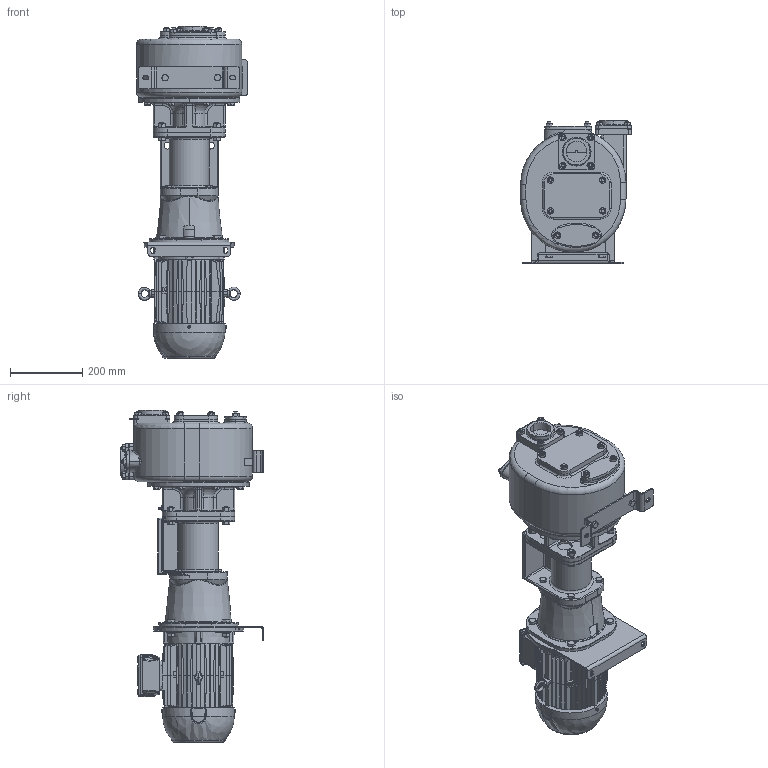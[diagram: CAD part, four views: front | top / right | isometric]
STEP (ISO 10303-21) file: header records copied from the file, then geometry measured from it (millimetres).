
FILE_DESCRIPTION((''),'2;1');
FILE_NAME('S_66_K_BBT_SW0001','2016-10-28T',('Nicola'),(''),'CREO PARAMETRIC BY PTC INC, 2015290','CREO PARAMETRIC BY PTC INC, 2015290','');
FILE_SCHEMA(('CONFIG_CONTROL_DESIGN'));
Products named in the file (1): S_66_K_BBT_SW0001
Bounding box: 306.5 x 396 x 917.6 mm (x, y, z)
Volume: 27655650.9 mm3; surface area: 1759432.8 mm2
Topology: 2 solids, 3 shells, 3773 faces, 9086 edges, 5632 vertices
Faces by surface type: plane 2030, cone 820, cylinder 618, bspline 159, torus 124, sphere 14, extrusion 8
Entity records: 149979 total; most frequent: CARTESIAN_POINT 64896, ORIENTED_EDGE 18138, DIRECTION 16677, EDGE_CURVE 9069, AXIS2_PLACEMENT_3D 6053, VERTEX_POINT 5632, VECTOR 4571, LINE 4563
